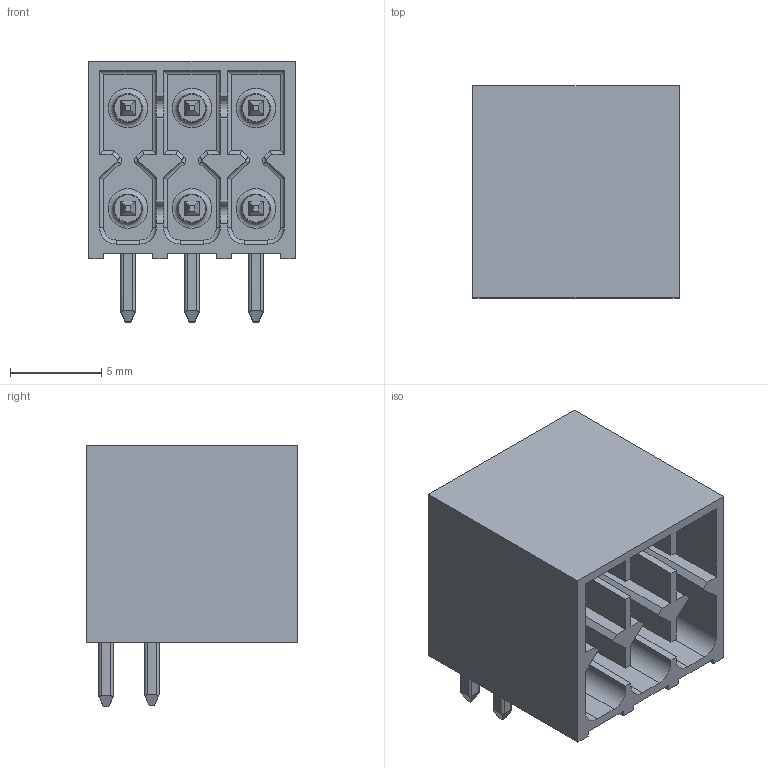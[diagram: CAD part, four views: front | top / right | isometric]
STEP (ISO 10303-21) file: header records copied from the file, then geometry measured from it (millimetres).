
FILE_DESCRIPTION(/* description */ ('Unknown'),/* implementation_level */ '2;1');
FILE_NAME(/* name */ '691378110006',/* time_stamp */ '2024-07-04T10:24:05+02:00',/* author */ ('Unknown'),/* organization */ ('Unknown'),/* preprocessor_version */ 'ST-DEVELOPER v18.104',/* originating_system */ 'Solid Edge',/* authorisation */ 'Unknown');
FILE_SCHEMA (('AUTOMOTIVE_DESIGN {1 0 10303 214 3 1 1}'));
Length unit declared in the file: millimetre
Products named in the file (5): 6913781100xx; 691378110006; 691378110006_Insert; 6913781100xx_Lower Contact; 6913781100xx_Upper Contact
Assembly tree (8 placements, depth 2):
  6913781100xx
    691378110006
    691378110006_Insert
    6913781100xx_Lower Contact  x3
    6913781100xx_Upper Contact  x3
Bounding box: 11.3 x 11.6 x 14.3 mm (x, y, z)
Volume: 617.6 mm3; surface area: 2112.3 mm2
Topology: 8 solids, 8 shells, 810 faces, 2059 edges, 1264 vertices
Faces by surface type: plane 554, cylinder 208, torus 42, cone 6
Entity records: 16966 total; most frequent: CARTESIAN_POINT 3011, ORIENTED_EDGE 2914, DIRECTION 2786, EDGE_CURVE 1457, LINE 1208, VECTOR 1208, VERTEX_POINT 922, AXIS2_PLACEMENT_3D 789
